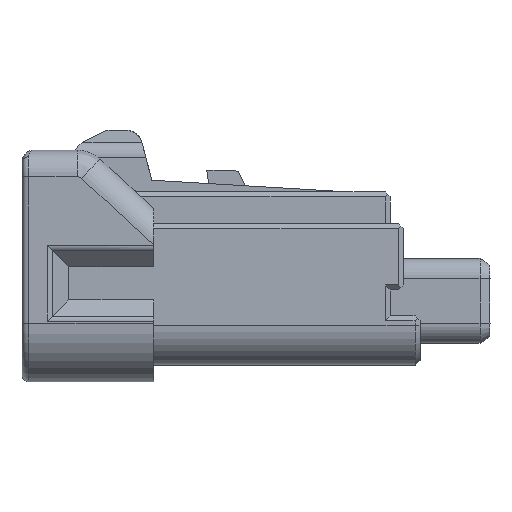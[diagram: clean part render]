
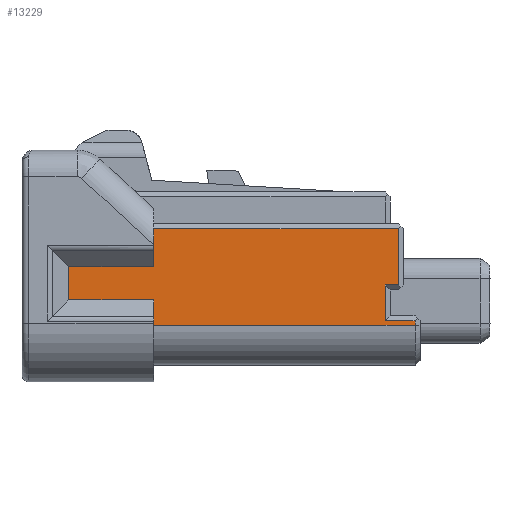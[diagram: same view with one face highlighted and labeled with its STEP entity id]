
A CAD part, left-side view. The second image highlights one B-rep face of the part: STEP entity #13229.
In plain terms, the highlighted planar face has unit normal (-1, 0, 0).
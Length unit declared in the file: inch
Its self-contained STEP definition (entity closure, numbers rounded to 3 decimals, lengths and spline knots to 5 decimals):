
#2852=DIRECTION('',(0.,0.,1.));
#2853=VECTOR('',#2852,0.02972);
#2854=CARTESIAN_POINT('',(-9.3881,-1.18893,
2.16811));
#2855=LINE('',#2854,#2853);
#2922=DIRECTION('',(0.,0.,1.));
#2923=VECTOR('',#2922,0.06673);
#2924=CARTESIAN_POINT('',(-9.3881,-1.4783,
2.21555));
#2925=LINE('',#2924,#2923);
#2926=DIRECTION('',(0.,-1.,0.));
#2927=VECTOR('',#2926,0.01575);
#2928=CARTESIAN_POINT('',(-9.3881,-1.46255,
2.21555));
#2929=LINE('',#2928,#2927);
#2930=DIRECTION('',(0.,0.,1.));
#2931=VECTOR('',#2930,0.04252);
#2932=CARTESIAN_POINT('',(-9.3881,-1.46255,
2.17303));
#2933=LINE('',#2932,#2931);
#2934=DIRECTION('',(0.,1.,0.));
#2935=VECTOR('',#2934,0.03543);
#2936=CARTESIAN_POINT('',(-9.3881,-1.49798,
2.17303));
#2937=LINE('',#2936,#2935);
#2938=DIRECTION('',(0.,0.,-1.));
#2939=VECTOR('',#2938,0.00492);
#2940=CARTESIAN_POINT('',(-9.3881,-1.49798,
2.17303));
#2941=LINE('',#2940,#2939);
#2942=DIRECTION('',(0.,1.,0.));
#2943=VECTOR('',#2942,0.30906);
#2944=CARTESIAN_POINT('',(-9.3881,-1.49798,
2.16811));
#2945=LINE('',#2944,#2943);
#2946=DIRECTION('',(0.,1.,0.));
#2947=VECTOR('',#2946,0.10039);
#2948=CARTESIAN_POINT('',(-9.3881,-1.18893,
2.19783));
#2949=LINE('',#2948,#2947);
#2950=DIRECTION('',(0.,0.,1.));
#2951=VECTOR('',#2950,0.03937);
#2952=CARTESIAN_POINT('',(-9.3881,-1.08853,
2.19783));
#2953=LINE('',#2952,#2951);
#2954=DIRECTION('',(0.,-1.,0.));
#2955=VECTOR('',#2954,0.10039);
#2956=CARTESIAN_POINT('',(-9.3881,-1.08853,
2.2372));
#2957=LINE('',#2956,#2955);
#2958=DIRECTION('',(0.,0.,1.));
#2959=VECTOR('',#2958,0.04508);
#2960=CARTESIAN_POINT('',(-9.3881,-1.18893,
2.2372));
#2961=LINE('',#2960,#2959);
#2978=DIRECTION('',(0.,1.,0.));
#2979=VECTOR('',#2978,0.28937);
#2980=CARTESIAN_POINT('',(-9.3881,-1.4783,
2.28228));
#2981=LINE('',#2980,#2979);
#6553=CARTESIAN_POINT('',(-9.3881,-1.18893,
2.16811));
#6554=VERTEX_POINT('',#6553);
#6575=CARTESIAN_POINT('',(-9.3881,-1.18893,
2.19783));
#6576=CARTESIAN_POINT('',(-9.3881,-1.08853,
2.19783));
#6577=VERTEX_POINT('',#6575);
#6578=VERTEX_POINT('',#6576);
#6619=CARTESIAN_POINT('',(-9.3881,-1.08853,
2.2372));
#6620=CARTESIAN_POINT('',(-9.3881,-1.18893,
2.2372));
#6621=VERTEX_POINT('',#6619);
#6622=VERTEX_POINT('',#6620);
#6641=CARTESIAN_POINT('',(-9.3881,-1.18893,
2.28228));
#6642=VERTEX_POINT('',#6641);
#6879=CARTESIAN_POINT('',(-9.3881,-1.4783,
2.28228));
#6880=VERTEX_POINT('',#6879);
#6883=CARTESIAN_POINT('',(-9.3881,-1.4783,
2.21555));
#6884=VERTEX_POINT('',#6883);
#6885=CARTESIAN_POINT('',(-9.3881,-1.46255,
2.21555));
#6886=VERTEX_POINT('',#6885);
#6893=CARTESIAN_POINT('',(-9.3881,-1.46255,
2.17303));
#6894=VERTEX_POINT('',#6893);
#6897=CARTESIAN_POINT('',(-9.3881,-1.49798,
2.17303));
#6898=VERTEX_POINT('',#6897);
#6909=CARTESIAN_POINT('',(-9.3881,-1.49798,
2.16811));
#6910=VERTEX_POINT('',#6909);
#13199=CARTESIAN_POINT('',(-9.3881,-1.58656,
2.12087));
#13200=DIRECTION('',(1.,0.,0.));
#13201=DIRECTION('',(0.,0.,1.));
#13202=AXIS2_PLACEMENT_3D('',#13199,#13200,#13201);
#13203=PLANE('',#13202);
#13205=ORIENTED_EDGE('',*,*,#13204,.F.);
#13207=ORIENTED_EDGE('',*,*,#13206,.F.);
#13209=ORIENTED_EDGE('',*,*,#13208,.F.);
#13211=ORIENTED_EDGE('',*,*,#13210,.F.);
#13213=ORIENTED_EDGE('',*,*,#13212,.T.);
#13215=ORIENTED_EDGE('',*,*,#13214,.T.);
#13216=ORIENTED_EDGE('',*,*,#13159,.T.);
#13218=ORIENTED_EDGE('',*,*,#13217,.T.);
#13220=ORIENTED_EDGE('',*,*,#13219,.T.);
#13222=ORIENTED_EDGE('',*,*,#13221,.T.);
#13224=ORIENTED_EDGE('',*,*,#13223,.T.);
#13226=ORIENTED_EDGE('',*,*,#13225,.F.);
#13227=EDGE_LOOP('',(#13205,#13207,#13209,#13211,#13213,#13215,#13216,#13218,
#13220,#13222,#13224,#13226));
#13228=FACE_OUTER_BOUND('',#13227,.F.);
#13229=ADVANCED_FACE('',(#13228),#13203,.F.);
#13159=EDGE_CURVE('',#6554,#6577,#2855,.T.);
#13204=EDGE_CURVE('',#6884,#6880,#2925,.T.);
#13206=EDGE_CURVE('',#6886,#6884,#2929,.T.);
#13208=EDGE_CURVE('',#6894,#6886,#2933,.T.);
#13210=EDGE_CURVE('',#6898,#6894,#2937,.T.);
#13212=EDGE_CURVE('',#6898,#6910,#2941,.T.);
#13214=EDGE_CURVE('',#6910,#6554,#2945,.T.);
#13217=EDGE_CURVE('',#6577,#6578,#2949,.T.);
#13219=EDGE_CURVE('',#6578,#6621,#2953,.T.);
#13221=EDGE_CURVE('',#6621,#6622,#2957,.T.);
#13223=EDGE_CURVE('',#6622,#6642,#2961,.T.);
#13225=EDGE_CURVE('',#6880,#6642,#2981,.T.);
